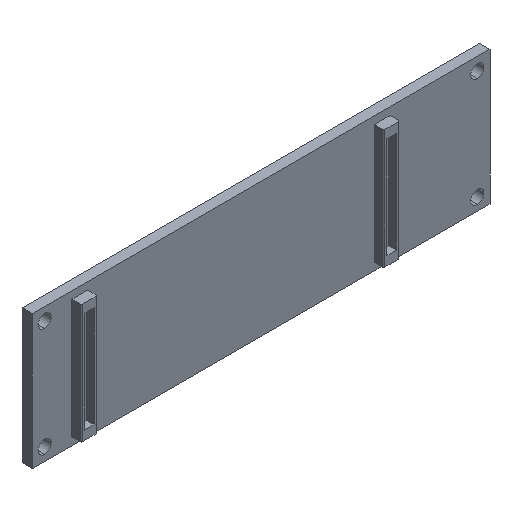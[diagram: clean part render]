
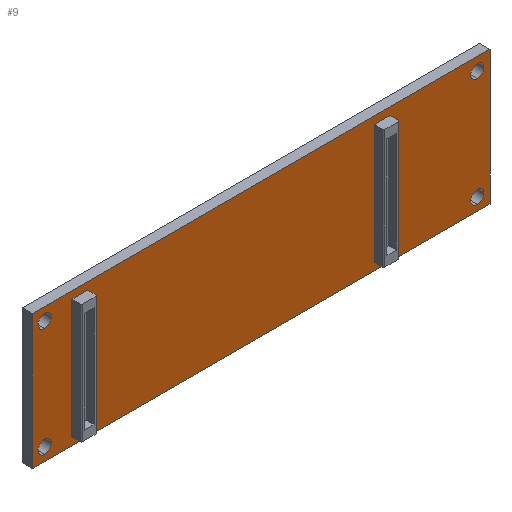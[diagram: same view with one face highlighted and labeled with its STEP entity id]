
A CAD part, isometric view. The second image highlights one B-rep face of the part: STEP entity #9.
In plain terms, the highlighted planar face has unit normal (0, -1, 0).
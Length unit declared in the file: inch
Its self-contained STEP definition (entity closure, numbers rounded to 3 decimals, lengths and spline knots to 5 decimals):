
#1 = ORIENTED_EDGE ( 'NONE', *, *, #3703, .T. ) ;
#2 = ORIENTED_EDGE ( 'NONE', *, *, #3677, .T. ) ;
#3 = ORIENTED_EDGE ( 'NONE', *, *, #3654, .F. ) ;
#5 = EDGE_LOOP ( 'NONE', ( #3, #18, #15, #27 ) ) ;
#9 = ADVANCED_FACE ( 'NONE', ( #806, #805, #804, #803, #802 ), #801, .F. ) ;
#10 = EDGE_LOOP ( 'NONE', ( #11, #12 ) ) ;
#11 = ORIENTED_EDGE ( 'NONE', *, *, #3630, .T. ) ;
#12 = ORIENTED_EDGE ( 'NONE', *, *, #3750, .T. ) ;
#13 = EDGE_LOOP ( 'NONE', ( #14, #60 ) ) ;
#14 = ORIENTED_EDGE ( 'NONE', *, *, #3650, .T. ) ;
#15 = ORIENTED_EDGE ( 'NONE', *, *, #3696, .T. ) ;
#16 = ORIENTED_EDGE ( 'NONE', *, *, #3743, .T. ) ;
#18 = ORIENTED_EDGE ( 'NONE', *, *, #3761, .T. ) ;
#27 = ORIENTED_EDGE ( 'NONE', *, *, #3688, .F. ) ;
#59 = EDGE_LOOP ( 'NONE', ( #2, #1 ) ) ;
#60 = ORIENTED_EDGE ( 'NONE', *, *, #3733, .T. ) ;
#797 = DIRECTION ( 'NONE',  ( 0., 0., 1. ) ) ;
#798 = DIRECTION ( 'NONE',  ( 0., 1., 0. ) ) ;
#799 = CARTESIAN_POINT ( 'NONE',  ( -1.85641, -0.025, 0. ) ) ;
#800 = AXIS2_PLACEMENT_3D ( 'NONE', #799, #798, #797 ) ;
#801 = PLANE ( 'NONE',  #800 ) ;
#802 = FACE_OUTER_BOUND ( 'NONE', #5, .T. ) ;
#803 = FACE_BOUND ( 'NONE', #59, .T. ) ;
#804 = FACE_BOUND ( 'NONE', #13, .T. ) ;
#805 = FACE_BOUND ( 'NONE', #10, .T. ) ;
#806 = FACE_BOUND ( 'NONE', #3759, .T. ) ;
#2386 = VECTOR ( 'NONE', #2636, 39.37008 ) ;
#2636 = DIRECTION ( 'NONE',  ( 1., 0., 0. ) ) ;
#2805 = CARTESIAN_POINT ( 'NONE',  ( -1.07874, -0.025, 0.30413 ) ) ;
#2806 = DIRECTION ( 'NONE',  ( 0., 0., 1. ) ) ;
#2807 = DIRECTION ( 'NONE',  ( 0., 1., 0. ) ) ;
#2808 = CARTESIAN_POINT ( 'NONE',  ( -1.07874, -0.025, 0.27165 ) ) ;
#2809 = AXIS2_PLACEMENT_3D ( 'NONE', #2808, #2807, #2806 ) ;
#2810 = CIRCLE ( 'NONE', #2809, 0.03248 ) ;
#2815 = CARTESIAN_POINT ( 'NONE',  ( -1.07874, -0.025, 0.23917 ) ) ;
#2872 = DIRECTION ( 'NONE',  ( 0., 0., 1. ) ) ;
#2873 = DIRECTION ( 'NONE',  ( 0., 1., 0. ) ) ;
#2874 = CARTESIAN_POINT ( 'NONE',  ( -1.07874, -0.025, -0.27165 ) ) ;
#2875 = AXIS2_PLACEMENT_3D ( 'NONE', #2874, #2873, #2872 ) ;
#2876 = CIRCLE ( 'NONE', #2875, 0.03248 ) ;
#2878 = CARTESIAN_POINT ( 'NONE',  ( -1.07874, -0.025, -0.30413 ) ) ;
#2883 = CARTESIAN_POINT ( 'NONE',  ( -1.07874, -0.025, -0.23917 ) ) ;
#2887 = CARTESIAN_POINT ( 'NONE',  ( -1.85641, -0.025, 0.33465 ) ) ;
#2888 = LINE ( 'NONE', #2887, #2386 ) ;
#2889 = CARTESIAN_POINT ( 'NONE',  ( 1.07874, -0.025, 0.30413 ) ) ;
#2890 = DIRECTION ( 'NONE',  ( 0., 0., 1. ) ) ;
#2891 = DIRECTION ( 'NONE',  ( 0., 1., 0. ) ) ;
#2892 = CARTESIAN_POINT ( 'NONE',  ( 1.07874, -0.025, 0.27165 ) ) ;
#2893 = AXIS2_PLACEMENT_3D ( 'NONE', #2892, #2891, #2890 ) ;
#2894 = CIRCLE ( 'NONE', #2893, 0.03248 ) ;
#2913 = CARTESIAN_POINT ( 'NONE',  ( 1.07874, -0.025, 0.23917 ) ) ;
#2918 = CARTESIAN_POINT ( 'NONE',  ( 1.07874, -0.025, -0.23917 ) ) ;
#2919 = DIRECTION ( 'NONE',  ( 0., 0., 1. ) ) ;
#2920 = DIRECTION ( 'NONE',  ( 0., 1., 0. ) ) ;
#2921 = CARTESIAN_POINT ( 'NONE',  ( 1.07874, -0.025, -0.27165 ) ) ;
#2922 = AXIS2_PLACEMENT_3D ( 'NONE', #2921, #2920, #2919 ) ;
#2923 = CIRCLE ( 'NONE', #2922, 0.03248 ) ;
#2926 = CARTESIAN_POINT ( 'NONE',  ( -1.14173, -0.025, 0.33465 ) ) ;
#2927 = CARTESIAN_POINT ( 'NONE',  ( 1.14173, -0.025, 0.33465 ) ) ;
#2942 = CARTESIAN_POINT ( 'NONE',  ( 1.07874, -0.025, -0.30413 ) ) ;
#2958 = DIRECTION ( 'NONE',  ( 0., 0., -1. ) ) ;
#2959 = VECTOR ( 'NONE', #2958, 39.37008 ) ;
#2960 = CARTESIAN_POINT ( 'NONE',  ( 1.14173, -0.025, 0. ) ) ;
#2964 = LINE ( 'NONE', #2960, #2959 ) ;
#2968 = CARTESIAN_POINT ( 'NONE',  ( 1.14173, -0.025, -0.33465 ) ) ;
#2982 = DIRECTION ( 'NONE',  ( 0., 0., 1. ) ) ;
#2983 = DIRECTION ( 'NONE',  ( 0., 1., 0. ) ) ;
#2984 = CARTESIAN_POINT ( 'NONE',  ( 1.07874, -0.025, -0.27165 ) ) ;
#2985 = AXIS2_PLACEMENT_3D ( 'NONE', #2984, #2983, #2982 ) ;
#2986 = CIRCLE ( 'NONE', #2985, 0.03248 ) ;
#2997 = CARTESIAN_POINT ( 'NONE',  ( -1.14173, -0.025, -0.33465 ) ) ;
#3002 = DIRECTION ( 'NONE',  ( 1., 0., 0. ) ) ;
#3003 = VECTOR ( 'NONE', #3002, 39.37008 ) ;
#3004 = CARTESIAN_POINT ( 'NONE',  ( -1.85641, -0.025, -0.33465 ) ) ;
#3005 = LINE ( 'NONE', #3004, #3003 ) ;
#3042 = DIRECTION ( 'NONE',  ( 0., 1., 0. ) ) ;
#3043 = CARTESIAN_POINT ( 'NONE',  ( -1.07874, -0.025, -0.27165 ) ) ;
#3044 = AXIS2_PLACEMENT_3D ( 'NONE', #3043, #3042, #3101 ) ;
#3045 = CIRCLE ( 'NONE', #3044, 0.03248 ) ;
#3051 = DIRECTION ( 'NONE',  ( 0., 0., 1. ) ) ;
#3052 = DIRECTION ( 'NONE',  ( 0., 1., 0. ) ) ;
#3053 = CARTESIAN_POINT ( 'NONE',  ( -1.07874, -0.025, 0.27165 ) ) ;
#3054 = AXIS2_PLACEMENT_3D ( 'NONE', #3053, #3052, #3051 ) ;
#3058 = CIRCLE ( 'NONE', #3054, 0.03248 ) ;
#3068 = DIRECTION ( 'NONE',  ( 0., 0., 1. ) ) ;
#3069 = DIRECTION ( 'NONE',  ( 0., 1., 0. ) ) ;
#3070 = CARTESIAN_POINT ( 'NONE',  ( 1.07874, -0.025, 0.27165 ) ) ;
#3071 = AXIS2_PLACEMENT_3D ( 'NONE', #3070, #3069, #3068 ) ;
#3072 = CIRCLE ( 'NONE', #3071, 0.03248 ) ;
#3077 = DIRECTION ( 'NONE',  ( 0., 0., -1. ) ) ;
#3078 = VECTOR ( 'NONE', #3077, 39.37008 ) ;
#3079 = CARTESIAN_POINT ( 'NONE',  ( -1.14173, -0.025, 0. ) ) ;
#3080 = LINE ( 'NONE', #3079, #3078 ) ;
#3101 = DIRECTION ( 'NONE',  ( 0., 0., 1. ) ) ;
#3612 = VERTEX_POINT ( 'NONE', #2815 ) ;
#3615 = EDGE_CURVE ( 'NONE', #3612, #3616, #2810, .T. ) ;
#3616 = VERTEX_POINT ( 'NONE', #2805 ) ;
#3628 = VERTEX_POINT ( 'NONE', #2883 ) ;
#3629 = VERTEX_POINT ( 'NONE', #2878 ) ;
#3630 = EDGE_CURVE ( 'NONE', #3629, #3628, #2876, .T. ) ;
#3643 = VERTEX_POINT ( 'NONE', #2913 ) ;
#3650 = EDGE_CURVE ( 'NONE', #3643, #3651, #2894, .T. ) ;
#3651 = VERTEX_POINT ( 'NONE', #2889 ) ;
#3654 = EDGE_CURVE ( 'NONE', #3669, #3667, #2888, .T. ) ;
#3658 = VERTEX_POINT ( 'NONE', #2942 ) ;
#3667 = VERTEX_POINT ( 'NONE', #2927 ) ;
#3669 = VERTEX_POINT ( 'NONE', #2926 ) ;
#3677 = EDGE_CURVE ( 'NONE', #3658, #3678, #2923, .T. ) ;
#3678 = VERTEX_POINT ( 'NONE', #2918 ) ;
#3683 = VERTEX_POINT ( 'NONE', #2968 ) ;
#3688 = EDGE_CURVE ( 'NONE', #3667, #3683, #2964, .T. ) ;
#3696 = EDGE_CURVE ( 'NONE', #3698, #3683, #3005, .T. ) ;
#3698 = VERTEX_POINT ( 'NONE', #2997 ) ;
#3703 = EDGE_CURVE ( 'NONE', #3678, #3658, #2986, .T. ) ;
#3733 = EDGE_CURVE ( 'NONE', #3651, #3643, #3072, .T. ) ;
#3743 = EDGE_CURVE ( 'NONE', #3616, #3612, #3058, .T. ) ;
#3750 = EDGE_CURVE ( 'NONE', #3628, #3629, #3045, .T. ) ;
#3759 = EDGE_LOOP ( 'NONE', ( #3760, #16 ) ) ;
#3760 = ORIENTED_EDGE ( 'NONE', *, *, #3615, .T. ) ;
#3761 = EDGE_CURVE ( 'NONE', #3669, #3698, #3080, .T. ) ;
